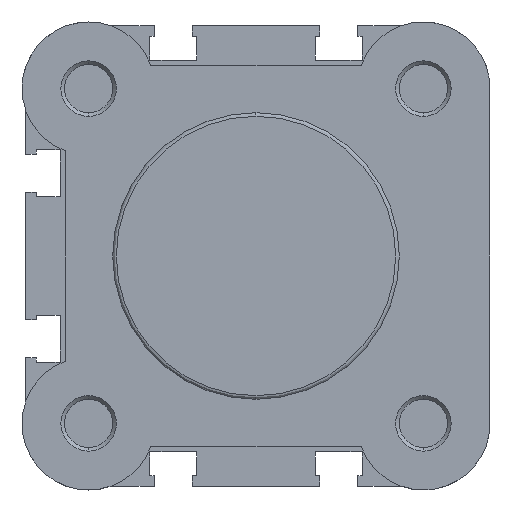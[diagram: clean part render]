
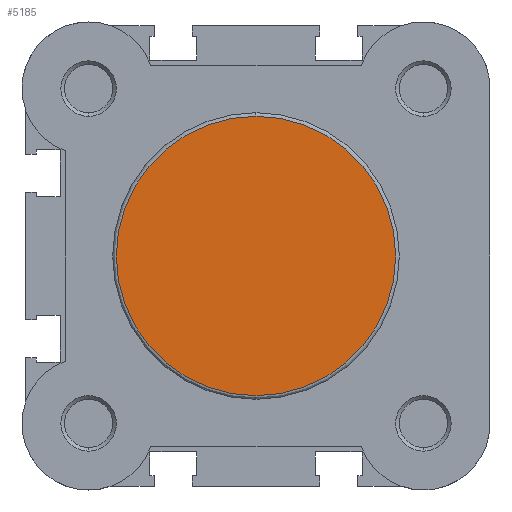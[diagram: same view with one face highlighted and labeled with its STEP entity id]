
A CAD part, left-side view. The second image highlights one B-rep face of the part: STEP entity #5185.
In plain terms, the highlighted planar face has unit normal (-1, 0, 0).
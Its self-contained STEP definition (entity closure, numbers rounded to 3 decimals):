
#137 = ORIENTED_EDGE ( 'NONE', *, *, #4581, .T. ) ;
#141 = ORIENTED_EDGE ( 'NONE', *, *, #4641, .T. ) ;
#1752 = CIRCLE ( 'NONE', #4792, 19.4 ) ;
#1836 = CIRCLE ( 'NONE', #4827, 19.4 ) ;
#2365 = EDGE_LOOP ( 'NONE', ( #141, #137 ) ) ;
#2546 = CARTESIAN_POINT ( 'NONE',  ( 0., 0., 0. ) ) ;
#2547 = DIRECTION ( 'NONE',  ( -1., 0., 0. ) ) ;
#2548 = DIRECTION ( 'NONE',  ( 0., 0., -1. ) ) ;
#2694 = CARTESIAN_POINT ( 'NONE',  ( 0., 0., 0. ) ) ;
#2701 = DIRECTION ( 'NONE',  ( -1., 0., 0. ) ) ;
#2702 = DIRECTION ( 'NONE',  ( 0., 0., -1. ) ) ;
#3403 = CARTESIAN_POINT ( 'NONE',  ( 0., 19.9, 0. ) ) ;
#3404 = PLANE ( 'NONE',  #5025 ) ;
#3405 = DIRECTION ( 'NONE',  ( 1., 0., 0. ) ) ;
#3406 = DIRECTION ( 'NONE',  ( 0., 0., -1. ) ) ;
#3768 = FACE_OUTER_BOUND ( 'NONE', #2365, .T. ) ;
#4020 = CARTESIAN_POINT ( 'NONE',  ( 0., 0., 19.4 ) ) ;
#4021 = CARTESIAN_POINT ( 'NONE',  ( 0., 0., -19.4 ) ) ;
#4581 = EDGE_CURVE ( 'NONE', #5412, #5413, #1752, .T. ) ;
#4641 = EDGE_CURVE ( 'NONE', #5413, #5412, #1836, .T. ) ;
#4792 = AXIS2_PLACEMENT_3D ( 'NONE', #2546, #2547, #2548 ) ;
#4827 = AXIS2_PLACEMENT_3D ( 'NONE', #2694, #2701, #2702 ) ;
#5025 = AXIS2_PLACEMENT_3D ( 'NONE', #3403, #3405, #3406 ) ;
#5185 = ADVANCED_FACE ( 'NONE', ( #3768 ), #3404, .F. ) ;
#5412 = VERTEX_POINT ( 'NONE', #4020 ) ;
#5413 = VERTEX_POINT ( 'NONE', #4021 ) ;
